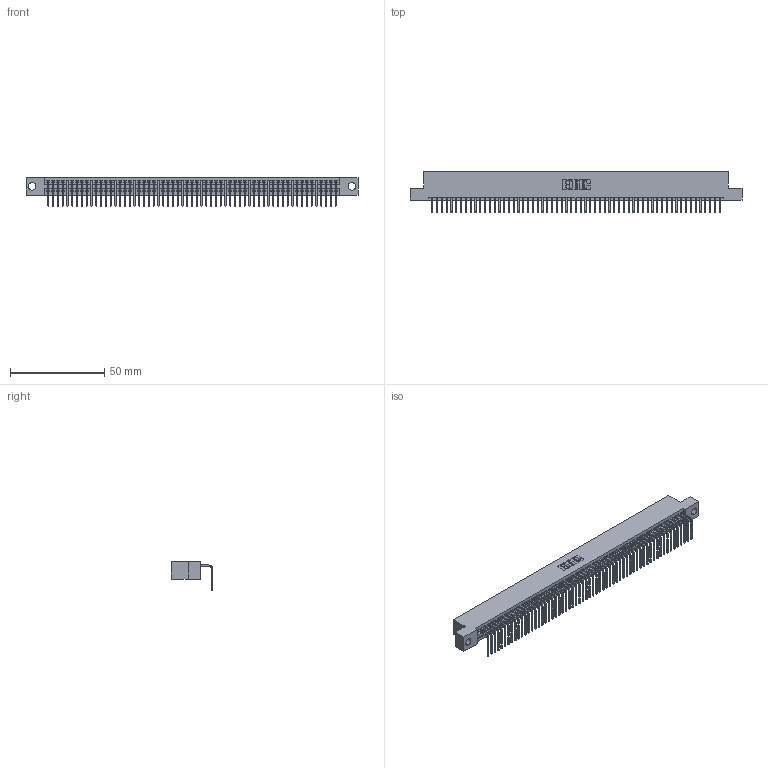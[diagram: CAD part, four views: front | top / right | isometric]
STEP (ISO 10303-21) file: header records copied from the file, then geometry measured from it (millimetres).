
FILE_DESCRIPTION (( 'STEP AP203' ), '1' );
FILE_NAME ('345-061-558-104.STEP', '2021-06-10T14:57:37', ( '' ), ( '' ), 'SwSTEP 2.0', 'SolidWorks 2020', '' );
FILE_SCHEMA (( 'CONFIG_CONTROL_DESIGN' ));
Length unit declared in the file: inch
Products named in the file (3): 345-292-001_558 Tail - 2; 345-061-558-104; 345 Part_Flush Mounting Lugs - 0.156 Dia-TI
Assembly tree (62 placements, depth 2):
  345-061-558-104
    345 Part_Flush Mounting Lugs - 0.156 Dia-TI
    345-292-001_558 Tail - 2  x61
Bounding box: 176.15 x 21.83 x 15.37 mm (x, y, z)
Volume: 16983.7 mm3; surface area: 23864.8 mm2
Topology: 62 solids, 62 shells, 3800 faces, 11479 edges, 7570 vertices
Faces by surface type: plane 2656, cylinder 1144
Entity records: 43855 total; most frequent: CARTESIAN_POINT 7605, ORIENTED_EDGE 7598, DIRECTION 6613, EDGE_CURVE 3799, LINE 3423, VECTOR 3423, VERTEX_POINT 2530, AXIS2_PLACEMENT_3D 1595
